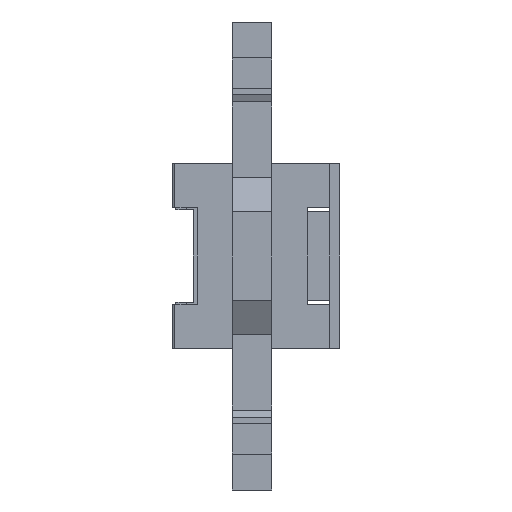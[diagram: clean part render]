
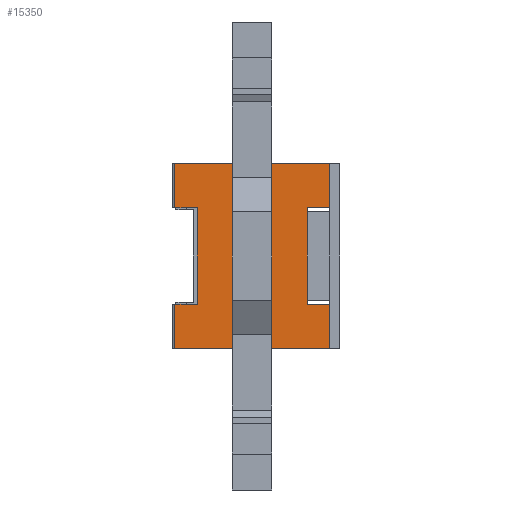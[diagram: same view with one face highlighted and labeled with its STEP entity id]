
A CAD part, front view. The second image highlights one B-rep face of the part: STEP entity #15350.
In plain terms, the highlighted planar face has unit normal (0, -1, 0).
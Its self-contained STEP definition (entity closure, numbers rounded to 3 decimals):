
#280=CARTESIAN_POINT('',(316.803,194.041,0.));
#290=VERTEX_POINT('',#280);
#320=CARTESIAN_POINT('',(301.303,194.041,0.));
#330=DIRECTION('',(1.,0.,0.));
#340=VECTOR('',#330,1.);
#350=LINE('',#320,#340);
#360=CARTESIAN_POINT('',(299.303,194.041,0.));
#370=VERTEX_POINT('',#360);
#380=EDGE_CURVE('',#370,#290,#350,.T.);
#2460=CARTESIAN_POINT('',(299.303,194.041,-5.));
#2470=VERTEX_POINT('',#2460);
#2590=CARTESIAN_POINT('',(299.303,194.041,0.));
#2600=DIRECTION('',(0.,0.,1.));
#2610=VECTOR('',#2600,1.);
#2620=LINE('',#2590,#2610);
#2630=EDGE_CURVE('',#2470,#370,#2620,.T.);
#4500=CARTESIAN_POINT('',(314.303,194.041,-16.));
#4510=VERTEX_POINT('',#4500);
#4540=CARTESIAN_POINT('',(314.303,194.041,0.));
#4550=DIRECTION('',(0.,0.,-1.));
#4560=VECTOR('',#4550,1.);
#4570=LINE('',#4540,#4560);
#4580=CARTESIAN_POINT('',(314.303,194.041,-5.));
#4590=VERTEX_POINT('',#4580);
#4600=EDGE_CURVE('',#4590,#4510,#4570,.T.);
#5350=CARTESIAN_POINT('',(301.803,194.041,-5.));
#5360=VERTEX_POINT('',#5350);
#5390=CARTESIAN_POINT('',(301.803,194.041,0.));
#5400=DIRECTION('',(0.,0.,1.));
#5410=VECTOR('',#5400,1.);
#5420=LINE('',#5390,#5410);
#5430=CARTESIAN_POINT('',(301.803,194.041,-16.));
#5440=VERTEX_POINT('',#5430);
#5450=EDGE_CURVE('',#5440,#5360,#5420,.T.);
#11310=CARTESIAN_POINT('',(316.803,194.041,0.));
#11320=DIRECTION('',(0.,0.,1.));
#11330=VECTOR('',#11320,1.);
#11340=LINE('',#11310,#11330);
#11350=CARTESIAN_POINT('',(316.803,194.041,-5.));
#11360=VERTEX_POINT('',#11350);
#11370=EDGE_CURVE('',#11360,#290,#11340,.T.);
#11720=CARTESIAN_POINT('',(0.,194.041,-5.));
#11730=DIRECTION('',(1.,0.,0.));
#11740=VECTOR('',#11730,1.);
#11750=LINE('',#11720,#11740);
#11760=EDGE_CURVE('',#2470,#5360,#11750,.T.);
#13310=CARTESIAN_POINT('',(0.,194.041,-16.));
#13320=DIRECTION('',(-1.,0.,0.));
#13330=VECTOR('',#13320,1.);
#13340=LINE('',#13310,#13330);
#13350=CARTESIAN_POINT('',(299.303,194.041,-16.));
#13360=VERTEX_POINT('',#13350);
#13370=EDGE_CURVE('',#5440,#13360,#13340,.T.);
#14100=CARTESIAN_POINT('',(301.303,194.041,0.));
#14110=DIRECTION('',(-0.,-1.,-0.));
#14120=DIRECTION('',(-1.,0.,0.));
#14130=AXIS2_PLACEMENT_3D('',#14100,#14110,#14120);
#14140=PLANE('',#14130);
#14150=CARTESIAN_POINT('',(310.303,194.041,0.));
#14160=DIRECTION('',(0.,0.,1.));
#14170=VECTOR('',#14160,1.);
#14180=LINE('',#14150,#14170);
#14190=CARTESIAN_POINT('',(310.303,194.041,-15.25));
#14200=VERTEX_POINT('',#14190);
#14210=CARTESIAN_POINT('',(310.303,194.041,-12.454));
#14220=VERTEX_POINT('',#14210);
#14230=EDGE_CURVE('',#14200,#14220,#14180,.T.);
#14240=ORIENTED_EDGE('',*,*,#14230,.F.);
#14250=CARTESIAN_POINT('',(0.,194.041,-12.454));
#14260=DIRECTION('',(-1.,0.,0.));
#14270=VECTOR('',#14260,1.);
#14280=LINE('',#14250,#14270);
#14290=CARTESIAN_POINT('',(305.803,194.041,-12.454));
#14300=VERTEX_POINT('',#14290);
#14310=EDGE_CURVE('',#14220,#14300,#14280,.T.);
#14320=ORIENTED_EDGE('',*,*,#14310,.F.);
#14330=CARTESIAN_POINT('',(305.803,194.041,0.));
#14340=DIRECTION('',(0.,0.,1.));
#14350=VECTOR('',#14340,1.);
#14360=LINE('',#14330,#14350);
#14370=CARTESIAN_POINT('',(305.803,194.041,-15.25));
#14380=VERTEX_POINT('',#14370);
#14390=EDGE_CURVE('',#14380,#14300,#14360,.T.);
#14400=ORIENTED_EDGE('',*,*,#14390,.T.);
#14410=CARTESIAN_POINT('',(0.,194.041,-15.25));
#14420=DIRECTION('',(1.,0.,0.));
#14430=VECTOR('',#14420,1.);
#14440=LINE('',#14410,#14430);
#14450=EDGE_CURVE('',#14380,#14200,#14440,.T.);
#14460=ORIENTED_EDGE('',*,*,#14450,.F.);
#14470=EDGE_LOOP('',(#14460,#14400,#14320,#14240));
#14480=FACE_BOUND('',#14470,.T.);
#14490=CARTESIAN_POINT('',(308.053,194.041,-10.5));
#14500=DIRECTION('',(0.,-1.,0.));
#14510=DIRECTION('',(1.,0.,0.));
#14520=AXIS2_PLACEMENT_3D('',#14490,#14500,#14510);
#14530=CIRCLE('',#14520,1.75);
#14540=CARTESIAN_POINT('',(309.803,194.041,-10.5));
#14550=VERTEX_POINT('',#14540);
#14560=CARTESIAN_POINT('',(306.303,194.041,-10.5));
#14570=VERTEX_POINT('',#14560);
#14580=EDGE_CURVE('',#14550,#14570,#14530,.T.);
#14590=ORIENTED_EDGE('',*,*,#14580,.F.);
#14600=EDGE_CURVE('',#14570,#14550,#14530,.T.);
#14610=ORIENTED_EDGE('',*,*,#14600,.F.);
#14620=EDGE_LOOP('',(#14610,#14590));
#14630=FACE_BOUND('',#14620,.T.);
#14640=CARTESIAN_POINT('',(310.303,194.041,-8.546));
#14650=VERTEX_POINT('',#14640);
#14660=CARTESIAN_POINT('',(310.303,194.041,-5.75));
#14670=VERTEX_POINT('',#14660);
#14680=EDGE_CURVE('',#14650,#14670,#14180,.T.);
#14690=ORIENTED_EDGE('',*,*,#14680,.F.);
#14700=CARTESIAN_POINT('',(0.,194.041,-5.75));
#14710=DIRECTION('',(-1.,0.,0.));
#14720=VECTOR('',#14710,1.);
#14730=LINE('',#14700,#14720);
#14740=CARTESIAN_POINT('',(305.803,194.041,-5.75));
#14750=VERTEX_POINT('',#14740);
#14760=EDGE_CURVE('',#14670,#14750,#14730,.T.);
#14770=ORIENTED_EDGE('',*,*,#14760,.F.);
#14780=CARTESIAN_POINT('',(305.803,194.041,-8.546));
#14790=VERTEX_POINT('',#14780);
#14800=EDGE_CURVE('',#14790,#14750,#14360,.T.);
#14810=ORIENTED_EDGE('',*,*,#14800,.T.);
#14820=CARTESIAN_POINT('',(0.,194.041,-8.546));
#14830=DIRECTION('',(1.,0.,0.));
#14840=VECTOR('',#14830,1.);
#14850=LINE('',#14820,#14840);
#14860=EDGE_CURVE('',#14790,#14650,#14850,.T.);
#14870=ORIENTED_EDGE('',*,*,#14860,.F.);
#14880=EDGE_LOOP('',(#14870,#14810,#14770,#14690));
#14890=FACE_BOUND('',#14880,.T.);
#14900=ORIENTED_EDGE('',*,*,#13370,.T.);
#14910=ORIENTED_EDGE('',*,*,#5450,.F.);
#14920=ORIENTED_EDGE('',*,*,#11760,.T.);
#14930=ORIENTED_EDGE('',*,*,#2630,.F.);
#14940=ORIENTED_EDGE('',*,*,#380,.F.);
#14950=ORIENTED_EDGE('',*,*,#11370,.T.);
#14960=CARTESIAN_POINT('',(0.,194.041,-5.));
#14970=DIRECTION('',(1.,0.,0.));
#14980=VECTOR('',#14970,1.);
#14990=LINE('',#14960,#14980);
#15000=EDGE_CURVE('',#4590,#11360,#14990,.T.);
#15010=ORIENTED_EDGE('',*,*,#15000,.T.);
#15020=ORIENTED_EDGE('',*,*,#4600,.F.);
#15030=CARTESIAN_POINT('',(0.,194.041,-16.));
#15040=DIRECTION('',(-1.,0.,0.));
#15050=VECTOR('',#15040,1.);
#15060=LINE('',#15030,#15050);
#15070=CARTESIAN_POINT('',(316.803,194.041,-16.));
#15080=VERTEX_POINT('',#15070);
#15090=EDGE_CURVE('',#15080,#4510,#15060,.T.);
#15100=ORIENTED_EDGE('',*,*,#15090,.T.);
#15110=CARTESIAN_POINT('',(316.803,194.041,0.));
#15120=DIRECTION('',(0.,0.,1.));
#15130=VECTOR('',#15120,1.);
#15140=LINE('',#15110,#15130);
#15150=CARTESIAN_POINT('',(316.803,194.041,-21.));
#15160=VERTEX_POINT('',#15150);
#15170=EDGE_CURVE('',#15160,#15080,#15140,.T.);
#15180=ORIENTED_EDGE('',*,*,#15170,.T.);
#15190=CARTESIAN_POINT('',(301.303,194.041,-21.));
#15200=DIRECTION('',(1.,0.,0.));
#15210=VECTOR('',#15200,1.);
#15220=LINE('',#15190,#15210);
#15230=CARTESIAN_POINT('',(299.303,194.041,-21.));
#15240=VERTEX_POINT('',#15230);
#15250=EDGE_CURVE('',#15240,#15160,#15220,.T.);
#15260=ORIENTED_EDGE('',*,*,#15250,.T.);
#15270=CARTESIAN_POINT('',(299.303,194.041,0.));
#15280=DIRECTION('',(0.,0.,1.));
#15290=VECTOR('',#15280,1.);
#15300=LINE('',#15270,#15290);
#15310=EDGE_CURVE('',#15240,#13360,#15300,.T.);
#15320=ORIENTED_EDGE('',*,*,#15310,.F.);
#15330=EDGE_LOOP('',(#15320,#15260,#15180,#15100,#15020,#15010,#14950,
#14940,#14930,#14920,#14910,#14900));
#15340=FACE_OUTER_BOUND('',#15330,.T.);
#15350=ADVANCED_FACE('',(#14480,#14630,#14890,#15340),#14140,.T.);
